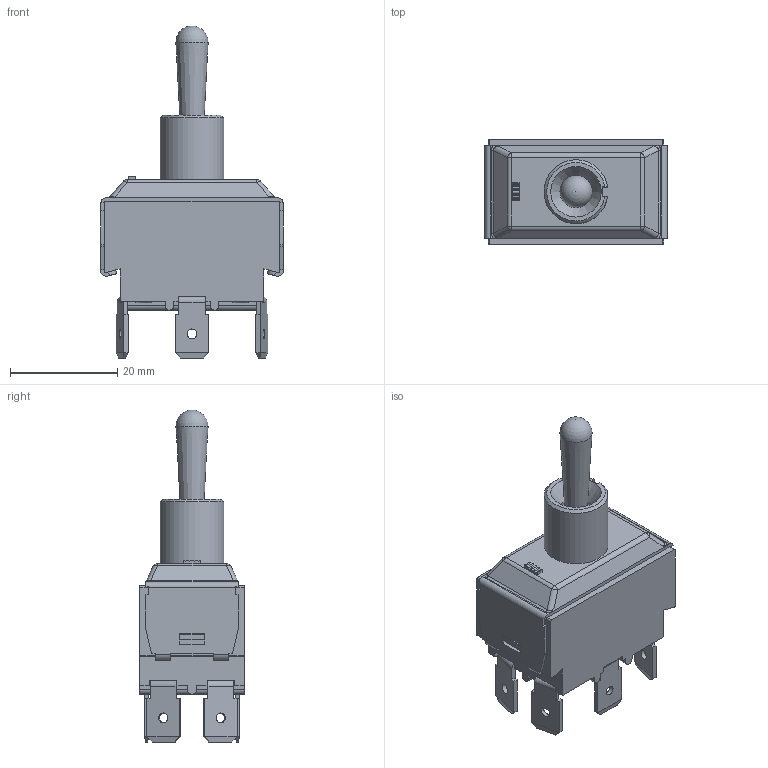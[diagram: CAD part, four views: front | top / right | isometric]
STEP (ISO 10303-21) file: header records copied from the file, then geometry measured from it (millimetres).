
FILE_DESCRIPTION(/* description */ (''),/* implementation_level */ '2;1');
FILE_NAME(/* name */ 'ST24JD02.stp',/* time_stamp */ '2025-06-04T08:17:02-05:00',/* author */ ('mroman'),/* organization */ (''),/* preprocessor_version */ 'ST-DEVELOPER v18.1',/* originating_system */ 'Autodesk Inventor 2022',/* authorisation */ '');
FILE_SCHEMA (('AUTOMOTIVE_DESIGN { 1 0 10303 214 3 1 1 }'));
Length unit declared in the file: centimetre
Products named in the file (1): ST24JD02
Bounding box: 34 x 19.5 x 61.8 mm (x, y, z)
Volume: 15220.3 mm3; surface area: 5979.8 mm2
Topology: 1 solids, 8 shells, 411 faces, 1066 edges, 673 vertices
Faces by surface type: plane 285, cylinder 82, cone 15, torus 12, bspline 10, sphere 7
Full cylindrical faces by diameter (mm): 1.8 x6, 2 x6, 4 x1, 5.4 x2
Entity records: 12748 total; most frequent: CARTESIAN_POINT 2462, ORIENTED_EDGE 2130, DIRECTION 2121, EDGE_CURVE 1065, LINE 793, VECTOR 793, VERTEX_POINT 673, AXIS2_PLACEMENT_3D 664
